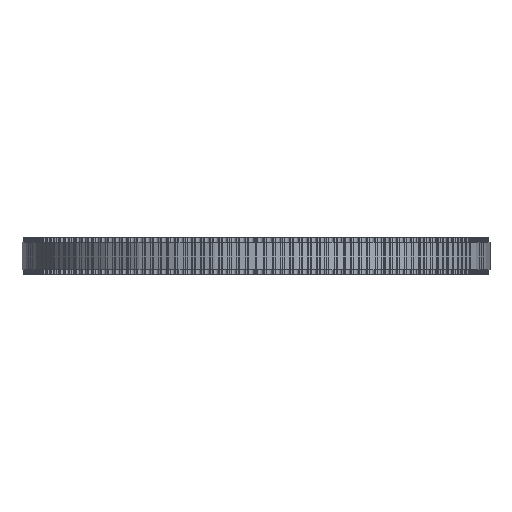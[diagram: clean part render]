
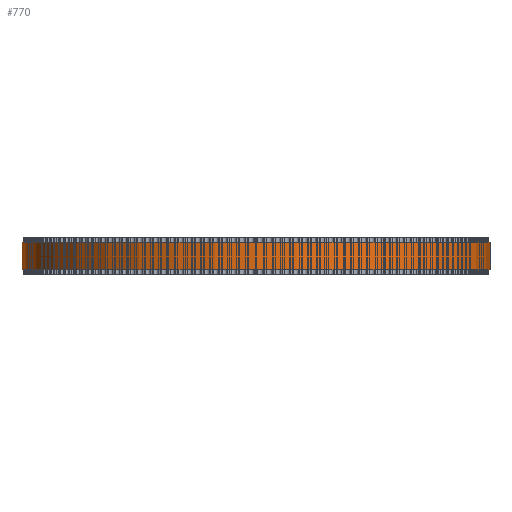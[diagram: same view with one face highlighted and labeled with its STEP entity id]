
A CAD part, front view. The second image highlights one B-rep face of the part: STEP entity #770.
In plain terms, the highlighted cylindrical face has radius 51.566 mm (diameter 103.132 mm), a full revolution.
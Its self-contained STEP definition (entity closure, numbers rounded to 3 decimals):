
#97=FACE_BOUND('',#2720,.T.);
#98=FACE_BOUND('',#2721,.T.);
#770=ADVANCED_FACE('',(#97,#98),#1419,.T.);
#1419=CYLINDRICAL_SURFACE('',#14399,51.566);
#2720=EDGE_LOOP('',(#7906));
#2721=EDGE_LOOP('',(#7907));
#7906=ORIENTED_EDGE('',*,*,#11150,.T.);
#7907=ORIENTED_EDGE('',*,*,#11151,.T.);
#9204=VERTEX_POINT('',#22840);
#9205=VERTEX_POINT('',#22842);
#11150=EDGE_CURVE('',#9204,#9204,#12448,.T.);
#11151=EDGE_CURVE('',#9205,#9205,#12449,.T.);
#12448=CIRCLE('',#14397,51.566);
#12449=CIRCLE('',#14398,51.566);
#14397=AXIS2_PLACEMENT_3D('',#22839,#18942,#18943);
#14398=AXIS2_PLACEMENT_3D('',#22841,#18944,#18945);
#14399=AXIS2_PLACEMENT_3D('',#22843,#18946,#18947);
#18942=DIRECTION('',(0.,0.,1.));
#18943=DIRECTION('',(1.,0.,0.));
#18944=DIRECTION('',(0.,0.,-1.));
#18945=DIRECTION('',(1.,0.,0.));
#18946=DIRECTION('',(0.,0.,1.));
#18947=DIRECTION('',(1.,0.,0.));
#22839=CARTESIAN_POINT('',(0.,0.,1.));
#22840=CARTESIAN_POINT('',(51.566,0.,1.));
#22841=CARTESIAN_POINT('',(0.,0.,7.));
#22842=CARTESIAN_POINT('',(51.566,0.,7.));
#22843=CARTESIAN_POINT('',(0.,0.,1.));
